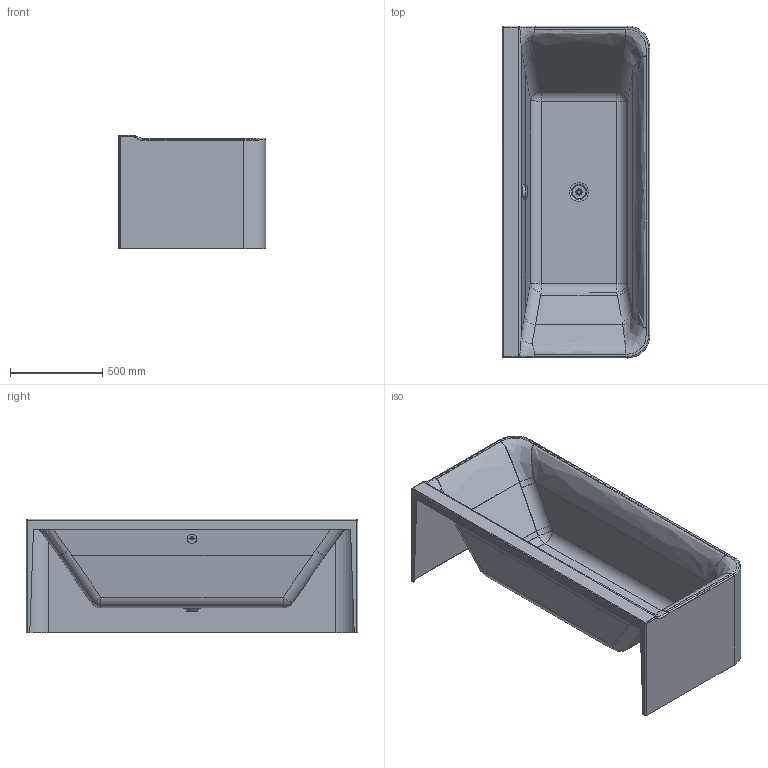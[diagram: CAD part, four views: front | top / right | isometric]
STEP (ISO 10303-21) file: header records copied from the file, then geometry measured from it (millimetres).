
FILE_DESCRIPTION((''),'2;1');
FILE_NAME('700381.stp','2015-06-19T15:31:09',('Administrator'),(''),'Autodesk Inventor 2011','Autodesk Inventor 2011','');
FILE_SCHEMA(('CONFIG_CONTROL_DESIGN'));
Length unit declared in the file: millimetre
Products named in the file (4): 700381; Stopfen; Verschluss_Ueberlauf
Assembly tree (3 placements, depth 2):
  700381
    700381
    Stopfen
    Verschluss_Ueberlauf
Bounding box: 800.25 x 1800.1 x 615 mm (x, y, z)
Volume: 23860490.2 mm3; surface area: 9570685 mm2
Topology: 3 solids, 3 shells, 298 faces, 835 edges, 524 vertices
Faces by surface type: plane 126, cylinder 95, bspline 46, torus 13, sphere 13, cone 5
Full cylindrical faces by diameter (mm): 9.2 x1, 13 x1, 14.5 x1, 24 x1, 29.2 x1, 32 x2, 52 x2, 72 x1
Entity records: 30725 total; most frequent: CARTESIAN_POINT 23022, ORIENTED_EDGE 1588, DIRECTION 1436, EDGE_CURVE 794, AXIS2_PLACEMENT_3D 523, VERTEX_POINT 511, VECTOR 390, LINE 390
